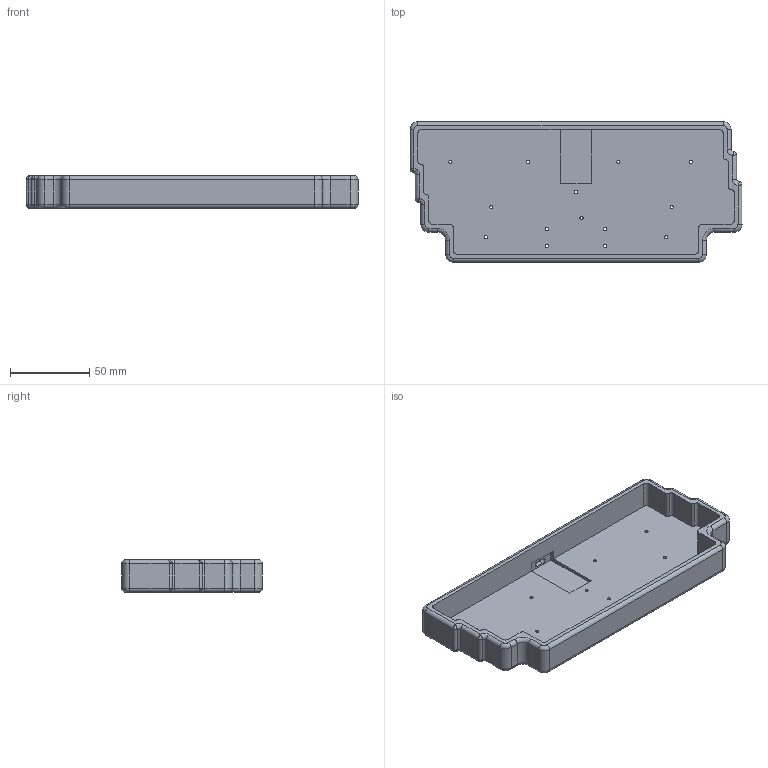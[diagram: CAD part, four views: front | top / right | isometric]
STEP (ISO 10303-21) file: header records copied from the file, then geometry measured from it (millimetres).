
FILE_DESCRIPTION(('HOOPS Exchange Step'),'2;1');
FILE_NAME('temp_export','2023-04-10T17:43:06-04:00',('mobile'),('Shapr3D Limited'),'HOOPS Exchange 2022.2','Shapr3D','Authorized');
FILE_SCHEMA( ('AUTOMOTIVE_DESIGN { 1 0 10303 214 1 1 1 1 }') );
Length unit declared in the file: millimetre
Products named in the file (1): root
Bounding box: 209.78 x 88.85 x 20.6 mm (x, y, z)
Volume: 99139.6 mm3; surface area: 55491.3 mm2
Topology: 1 solids, 1 shells, 193 faces, 489 edges, 304 vertices
Faces by surface type: cylinder 68, plane 57, bspline 44, torus 24
Entity records: 15554 total; most frequent: CARTESIAN_POINT 11120, ORIENTED_EDGE 962, DIRECTION 818, EDGE_CURVE 481, AXIS2_PLACEMENT_3D 318, VERTEX_POINT 304, EDGE_LOOP 237, FACE_BOUND 237
